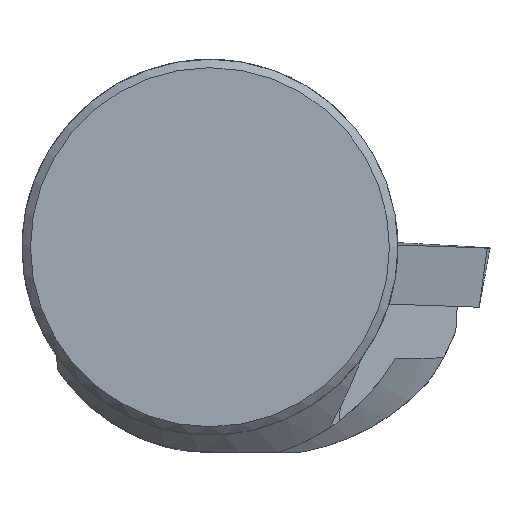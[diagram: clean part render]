
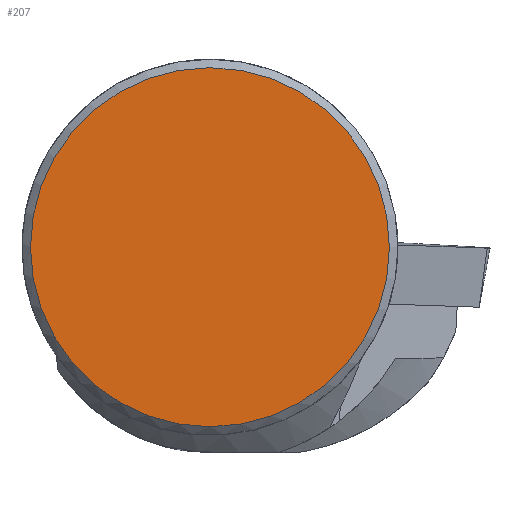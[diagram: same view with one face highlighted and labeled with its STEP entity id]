
A CAD part, top view. The second image highlights one B-rep face of the part: STEP entity #207.
In plain terms, the highlighted planar face has unit normal (0, 0, 1).
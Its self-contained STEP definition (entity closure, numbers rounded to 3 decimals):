
#141=CIRCLE('',#925,9.549);
#174=PLANE('',#950);
#207=ADVANCED_FACE('',(#260),#174,.T.);
#260=FACE_OUTER_BOUND('',#296,.T.);
#296=EDGE_LOOP('',(#562));
#562=ORIENTED_EDGE('',*,*,#749,.F.);
#671=VERTEX_POINT('',#1343);
#749=EDGE_CURVE('',#671,#671,#141,.T.);
#925=AXIS2_PLACEMENT_3D('',#1342,#1054,#1055);
#950=AXIS2_PLACEMENT_3D('',#1571,#1116,#1117);
#1054=DIRECTION('',(0.,0.,-1.));
#1055=DIRECTION('',(1.,0.,0.));
#1116=DIRECTION('',(0.,0.,1.));
#1117=DIRECTION('',(1.,0.,0.));
#1342=CARTESIAN_POINT('',(0.,0.,0.));
#1343=CARTESIAN_POINT('',(9.549,0.,0.));
#1571=CARTESIAN_POINT('',(0.,0.,0.));
